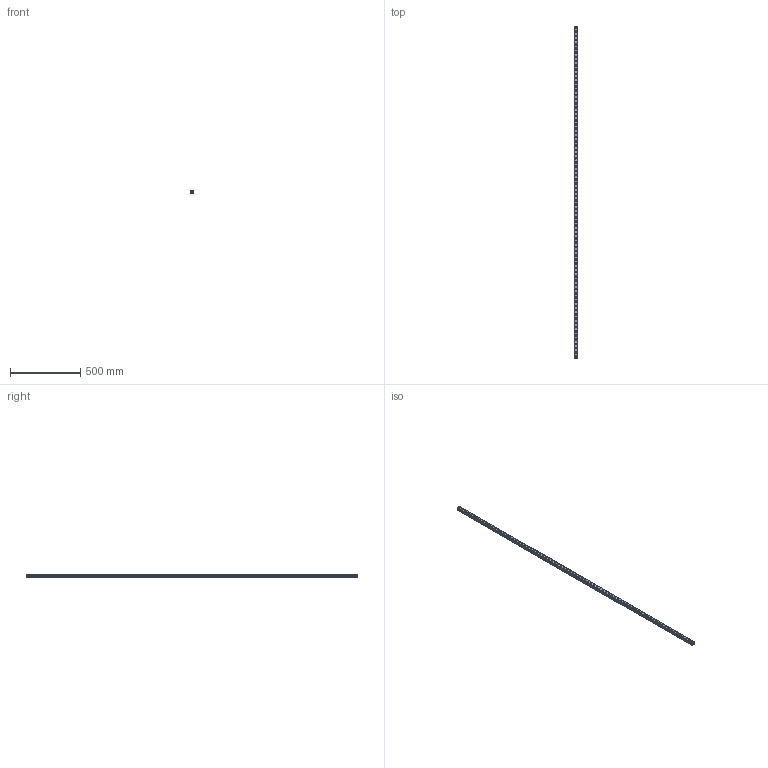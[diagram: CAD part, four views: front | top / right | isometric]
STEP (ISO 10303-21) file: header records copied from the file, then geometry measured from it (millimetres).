
FILE_DESCRIPTION(('STEP AP214'),'1');
FILE_NAME('cctmp_7179A766-504E-4BE6-82E4-3B0107E26F91_2021_03_10_11_59_31_0630..stp','2021-03-10T10:59:32',('HIWIN GmbH'),('CADClick - www.CADClick.com'),'Spatial InterOp 3D',' ','unknown authorization');
FILE_SCHEMA(('AUTOMOTIVE_DESIGN'));
Length unit declared in the file: millimetre
Products named in the file (1): RGR25R2360H_FILE
Bounding box: 23 x 2360 x 23.6 mm (x, y, z)
Volume: 945958.9 mm3; surface area: 293284.1 mm2
Topology: 1 solids, 1 shells, 828 faces, 1755 edges, 1170 vertices
Faces by surface type: cylinder 492, plane 336
Entity records: 29371 total; most frequent: DIRECTION 4397, CARTESIAN_POINT 3754, ORIENTED_EDGE 3510, AXIS2_PLACEMENT_3D 1813, EDGE_CURVE 1755, VERTEX_POINT 1170, EDGE_LOOP 1069, CIRCLE 984
